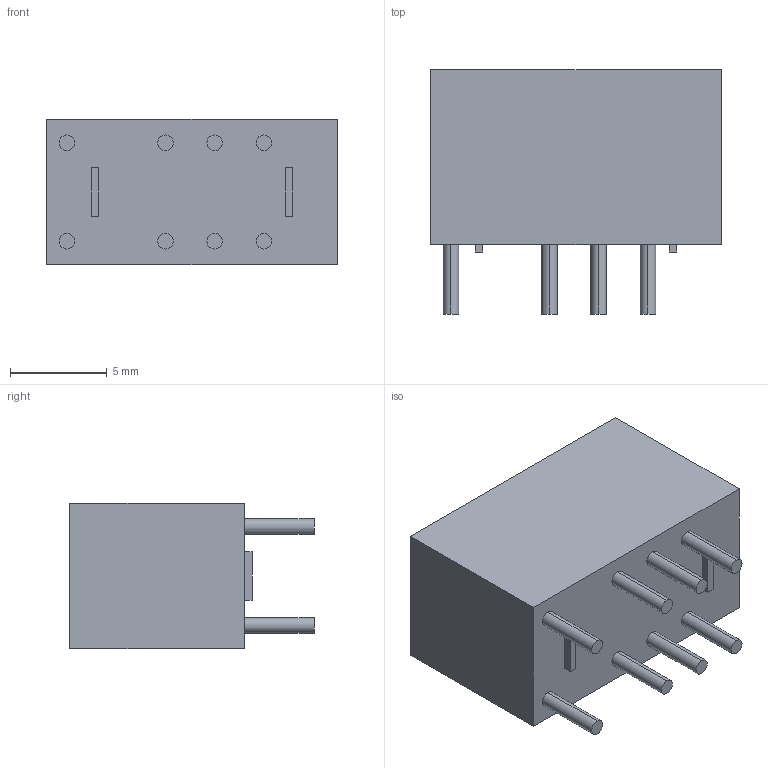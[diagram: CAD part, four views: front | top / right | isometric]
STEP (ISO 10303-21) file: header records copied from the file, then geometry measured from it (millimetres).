
FILE_DESCRIPTION (( 'STEP AP214' ), '1' );
FILE_NAME ('EC2-5NU.STEP', '2018-05-11T07:16:19', ( '' ), ( '' ), 'SwSTEP 2.0', 'SolidWorks 2017', '' );
FILE_SCHEMA (( 'AUTOMOTIVE_DESIGN' ));
Length unit declared in the file: millimetre
Products named in the file (1): EC2-5NU
Bounding box: 15 x 12.6 x 7.5 mm (x, y, z)
Volume: 1027.8 mm3; surface area: 715.1 mm2
Topology: 9 solids, 9 shells, 48 faces, 84 edges, 56 vertices
Faces by surface type: plane 32, cylinder 16
Entity records: 1266 total; most frequent: DIRECTION 214, CARTESIAN_POINT 189, ORIENTED_EDGE 168, EDGE_CURVE 84, AXIS2_PLACEMENT_3D 81, VERTEX_POINT 56, LINE 52, VECTOR 52
